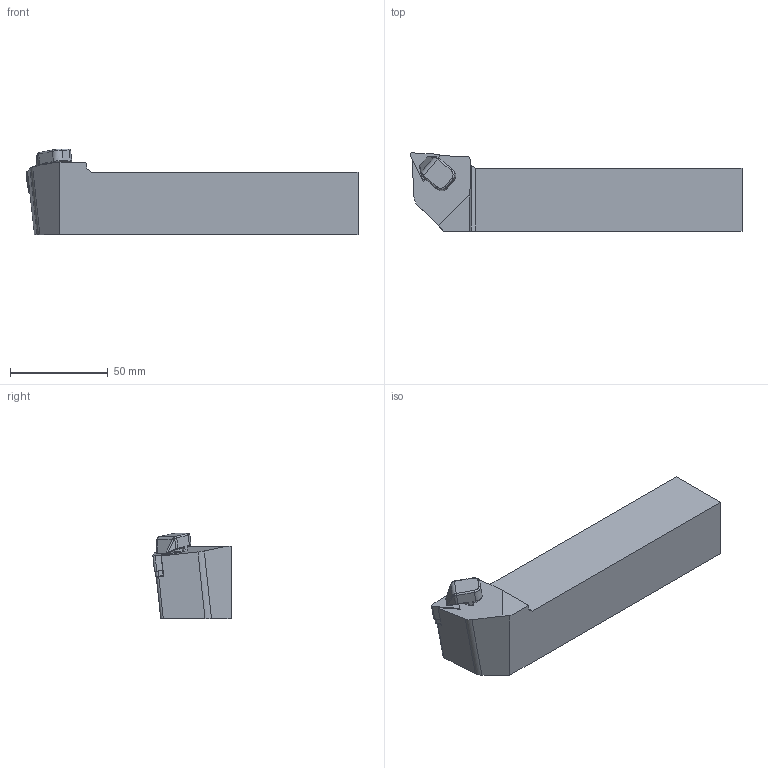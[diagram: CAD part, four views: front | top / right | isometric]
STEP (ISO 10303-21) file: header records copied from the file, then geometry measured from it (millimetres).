
FILE_DESCRIPTION (( 'STEP AP214' ), '1' );
FILE_NAME ('CTJNL-3232-P1607C-LIGHT.STP', '2023-11-01T10:39:33', ( '' ), ( '' ), 'SwSTEP 2.0', 'SolidWorks 2018', '' );
FILE_SCHEMA (( 'AUTOMOTIVE_DESIGN' ));
Length unit declared in the file: millimetre
Products named in the file (1): CTJNL-3232-P1607C-LIGHT
Bounding box: 169.47 x 39.93 x 43.83 mm (x, y, z)
Volume: 176159.5 mm3; surface area: 25282.4 mm2
Topology: 2 solids, 3 shells, 151 faces, 374 edges, 229 vertices
Faces by surface type: plane 57, cylinder 56, bspline 17, torus 15, cone 6
Entity records: 9658 total; most frequent: CARTESIAN_POINT 4500, ORIENTED_EDGE 744, DIRECTION 706, EDGE_CURVE 372, AXIS2_PLACEMENT_3D 260, VERTEX_POINT 229, VECTOR 186, LINE 186
